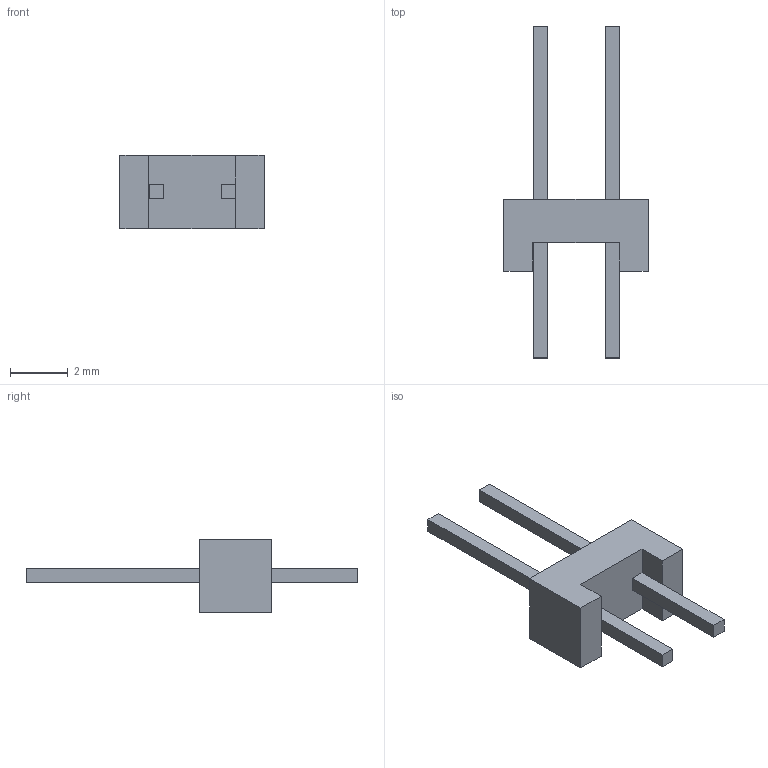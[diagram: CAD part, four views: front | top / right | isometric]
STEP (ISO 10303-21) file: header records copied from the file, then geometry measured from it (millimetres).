
FILE_DESCRIPTION (( 'STEP AP214' ), '1' );
FILE_NAME ('User Library-PLD-2.STEP', '2013-04-17T05:10:45', ( 'Windows User' ), ( '' ), 'SwSTEP 2.0', 'SolidWorks 2013', '' );
FILE_SCHEMA (( 'AUTOMOTIVE_DESIGN' ));
Length unit declared in the file: millimetre
Products named in the file (1): User Library-PLD-2
Bounding box: 5 x 11.5 x 2.54 mm (x, y, z)
Volume: 29.1 mm3; surface area: 101.1 mm2
Topology: 1 solids, 1 shells, 31 faces, 78 edges, 52 vertices
Faces by surface type: plane 31
Entity records: 1287 total; most frequent: CARTESIAN_POINT 162, ORIENTED_EDGE 156, DIRECTION 142, VECTOR 78, LINE 78, EDGE_CURVE 78, VERTEX_POINT 52, UNCERTAINTY_MEASURE_WITH_UNIT 34
